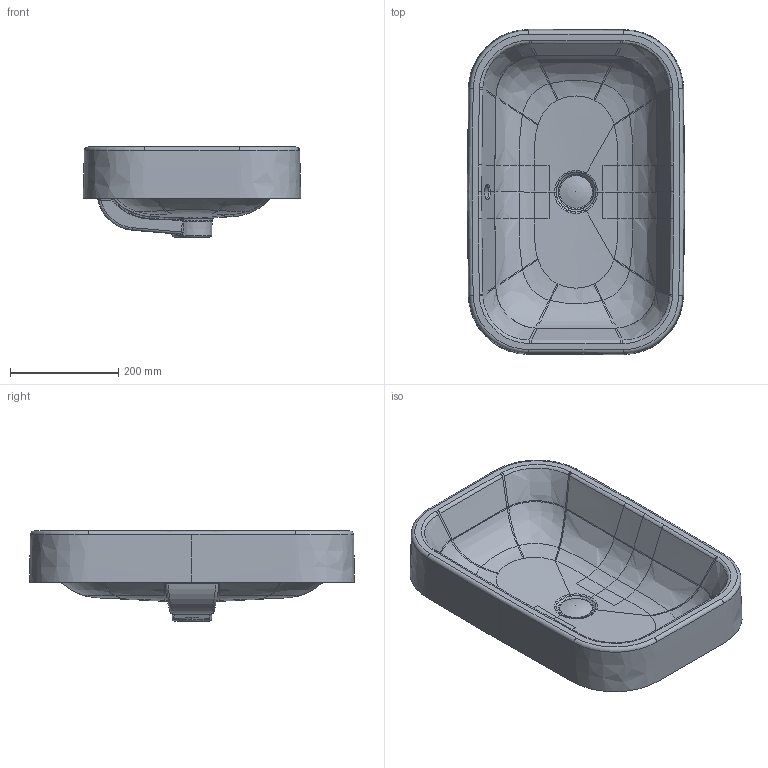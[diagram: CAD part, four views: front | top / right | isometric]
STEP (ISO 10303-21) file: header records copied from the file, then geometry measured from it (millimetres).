
FILE_DESCRIPTION((''),'2;1');
FILE_NAME('231460.stp','2013-06-10T19:05:18',('Administrator'),(''),'Autodesk Inventor 2011','Autodesk Inventor 2011','');
FILE_SCHEMA(('CONFIG_CONTROL_DESIGN'));
Length unit declared in the file: millimetre
Products named in the file (4): 231460; Kelch; Stopfen
Assembly tree (3 placements, depth 2):
  231460
    231460
    Kelch
    Stopfen
Bounding box: 401.13 x 599.7 x 166.14 mm (x, y, z)
Volume: 8437507.9 mm3; surface area: 771830.5 mm2
Topology: 3 solids, 3 shells, 487 faces, 1160 edges, 681 vertices
Faces by surface type: bspline 349, plane 75, cylinder 41, torus 12, cone 6, sphere 4
Full cylindrical faces by diameter (mm): 14.976 x2, 25 x1, 42 x1, 44 x1, 46.5 x1, 60 x1
Entity records: 56753 total; most frequent: CARTESIAN_POINT 47072, ORIENTED_EDGE 2280, DIRECTION 1195, EDGE_CURVE 1140, VERTEX_POINT 676, B_SPLINE_CURVE_WITH_KNOTS 586, EDGE_LOOP 508, AXIS2_PLACEMENT_3D 496
